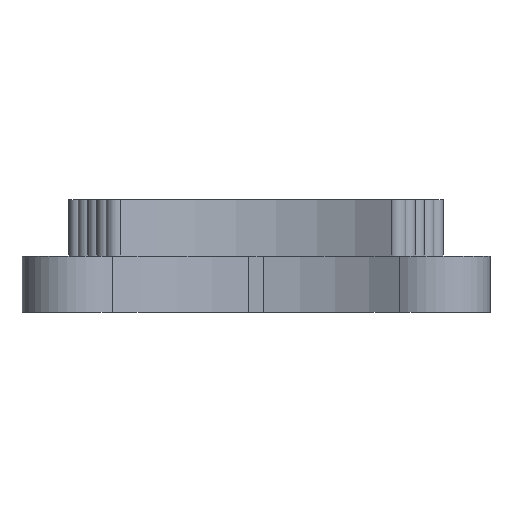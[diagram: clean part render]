
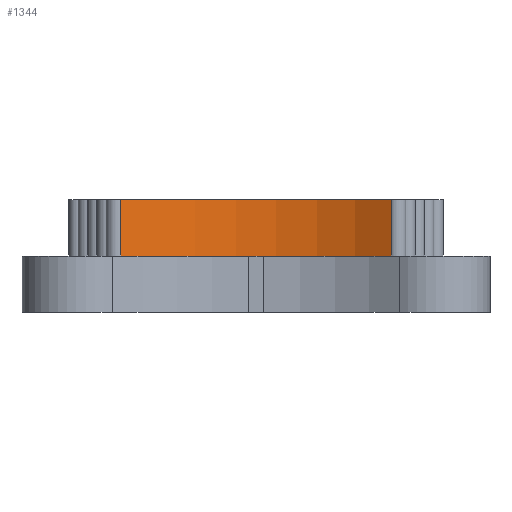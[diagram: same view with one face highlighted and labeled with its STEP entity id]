
A CAD part, left-side view. The second image highlights one B-rep face of the part: STEP entity #1344.
In plain terms, the highlighted cylindrical face has radius 13 mm (diameter 26 mm), a partial arc.
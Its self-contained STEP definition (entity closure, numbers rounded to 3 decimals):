
#25 = CIRCLE ( 'NONE', #1985, 13. ) ;
#83 = DIRECTION ( 'NONE',  ( -1., 0., 0. ) ) ;
#134 = AXIS2_PLACEMENT_3D ( 'NONE', #2444, #617, #83 ) ;
#203 = ORIENTED_EDGE ( 'NONE', *, *, #1023, .F. ) ;
#283 = CARTESIAN_POINT ( 'NONE',  ( -9.691, 7.222, 3. ) ) ;
#298 = FACE_OUTER_BOUND ( 'NONE', #2103, .T. ) ;
#617 = DIRECTION ( 'NONE',  ( 0., 0., -1. ) ) ;
#639 = ORIENTED_EDGE ( 'NONE', *, *, #3440, .T. ) ;
#866 = VERTEX_POINT ( 'NONE', #2555 ) ;
#1023 = EDGE_CURVE ( 'NONE', #866, #3183, #1258, .T. ) ;
#1100 = VERTEX_POINT ( 'NONE', #1487 ) ;
#1163 = CARTESIAN_POINT ( 'NONE',  ( -9.691, -7.222, 6. ) ) ;
#1187 = VECTOR ( 'NONE', #1338, 1000. ) ;
#1252 = EDGE_CURVE ( 'NONE', #1100, #3183, #1588, .T. ) ;
#1253 = VERTEX_POINT ( 'NONE', #283 ) ;
#1258 = CIRCLE ( 'NONE', #1316, 13. ) ;
#1316 = AXIS2_PLACEMENT_3D ( 'NONE', #3352, #2539, #1521 ) ;
#1330 = CARTESIAN_POINT ( 'NONE',  ( -9.691, -7.222, 6. ) ) ;
#1338 = DIRECTION ( 'NONE',  ( 0., 0., -1. ) ) ;
#1344 = ADVANCED_FACE ( 'NONE', ( #298 ), #3041, .F. ) ;
#1434 = ORIENTED_EDGE ( 'NONE', *, *, #2017, .T. ) ;
#1476 = ORIENTED_EDGE ( 'NONE', *, *, #1252, .T. ) ;
#1487 = CARTESIAN_POINT ( 'NONE',  ( -9.691, -7.222, 3. ) ) ;
#1521 = DIRECTION ( 'NONE',  ( -1., 0., 0. ) ) ;
#1588 = LINE ( 'NONE', #1330, #1811 ) ;
#1811 = VECTOR ( 'NONE', #3207, 1000. ) ;
#1985 = AXIS2_PLACEMENT_3D ( 'NONE', #2403, #3249, #2434 ) ;
#2017 = EDGE_CURVE ( 'NONE', #1253, #1100, #25, .T. ) ;
#2103 = EDGE_LOOP ( 'NONE', ( #203, #639, #1434, #1476 ) ) ;
#2155 = CARTESIAN_POINT ( 'NONE',  ( -9.691, 7.222, 6. ) ) ;
#2403 = CARTESIAN_POINT ( 'NONE',  ( -20.5, 0., 3. ) ) ;
#2434 = DIRECTION ( 'NONE',  ( -1., 0., 0. ) ) ;
#2444 = CARTESIAN_POINT ( 'NONE',  ( -20.5, 0., 6. ) ) ;
#2539 = DIRECTION ( 'NONE',  ( 0., 0., -1. ) ) ;
#2555 = CARTESIAN_POINT ( 'NONE',  ( -9.691, 7.222, 6. ) ) ;
#2671 = LINE ( 'NONE', #2155, #1187 ) ;
#3041 = CYLINDRICAL_SURFACE ( 'NONE', #134, 13. ) ;
#3183 = VERTEX_POINT ( 'NONE', #1163 ) ;
#3207 = DIRECTION ( 'NONE',  ( 0., 0., 1. ) ) ;
#3249 = DIRECTION ( 'NONE',  ( 0., 0., -1. ) ) ;
#3352 = CARTESIAN_POINT ( 'NONE',  ( -20.5, 0., 6. ) ) ;
#3440 = EDGE_CURVE ( 'NONE', #866, #1253, #2671, .T. ) ;
